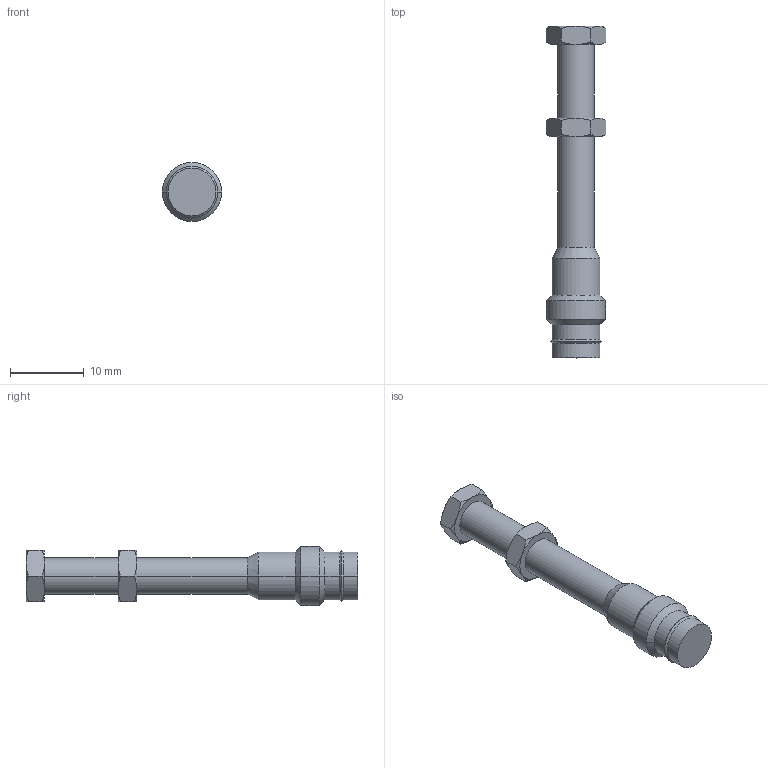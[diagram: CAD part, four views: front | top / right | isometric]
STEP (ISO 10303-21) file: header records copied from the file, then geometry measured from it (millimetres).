
FILE_DESCRIPTION((''),'2;1');
FILE_NAME('DB_CAD2450_LXS-1050-XXX','2016-09-15T',('cludewig'),(''),'PRO/ENGINEER BY PARAMETRIC TECHNOLOGY CORPORATION, 2015440','PRO/ENGINEER BY PARAMETRIC TECHNOLOGY CORPORATION, 2015440','');
FILE_SCHEMA(('CONFIG_CONTROL_DESIGN'));
Length unit declared in the file: millimetre
Products named in the file (1): DB_CAD2450_LXS-1050-XXX
Bounding box: 8.08 x 45 x 8 mm (x, y, z)
Volume: 1245.1 mm3; surface area: 990.2 mm2
Topology: 1 solids, 1 shells, 63 faces, 132 edges, 74 vertices
Faces by surface type: cone 34, plane 17, cylinder 12
Entity records: 2444 total; most frequent: CARTESIAN_POINT 657, ORIENTED_EDGE 264, DIRECTION 260, EDGE_CURVE 132, AXIS2_PLACEMENT_3D 113, VERTEX_POINT 74, EDGE_LOOP 66, FACE_OUTER_BOUND 63
